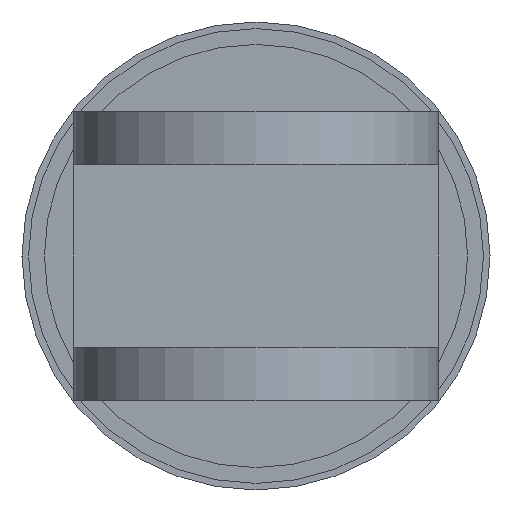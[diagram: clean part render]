
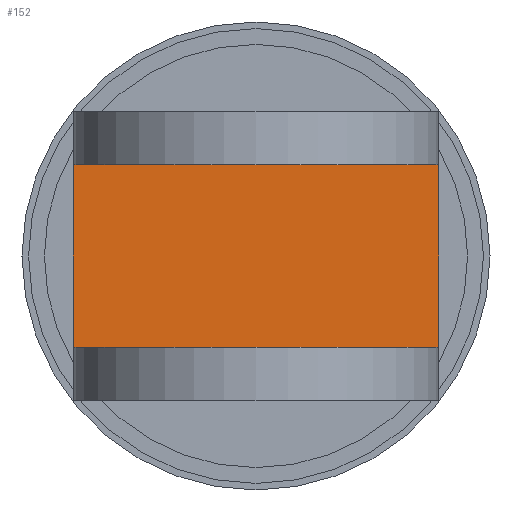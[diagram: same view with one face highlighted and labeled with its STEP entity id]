
A CAD part, left-side view. The second image highlights one B-rep face of the part: STEP entity #152.
In plain terms, the highlighted planar face has unit normal (-1, 0, 0).
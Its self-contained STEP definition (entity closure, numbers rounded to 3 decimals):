
#152=ADVANCED_FACE('',(#583),#582,.T.);
#582=PLANE('',#1695);
#583=FACE_OUTER_BOUND('',#1696,.T.);
#1692=CARTESIAN_POINT('',(102.132,-13.2,113.221));
#1693=DIRECTION('',(-1.,0.,0.));
#1694=DIRECTION('',(0.,0.,1.));
#1695=AXIS2_PLACEMENT_3D('',#1692,#1693,#1694);
#1696=EDGE_LOOP('',(#2273,#2274,#2275,#2276));
#2273=ORIENTED_EDGE('',*,*,#2491,.F.);
#2274=ORIENTED_EDGE('',*,*,#2492,.F.);
#2275=ORIENTED_EDGE('',*,*,#2493,.T.);
#2276=ORIENTED_EDGE('',*,*,#2494,.T.);
#2491=EDGE_CURVE('',#3175,#3176,#3177,.T.);
#2492=EDGE_CURVE('',#3183,#3175,#3184,.T.);
#2493=EDGE_CURVE('',#3183,#3190,#3191,.T.);
#2494=EDGE_CURVE('',#3190,#3176,#3197,.T.);
#3175=VERTEX_POINT('',#3979);
#3176=VERTEX_POINT('',#3980);
#3177=LINE('',#3981,#3982);
#3183=VERTEX_POINT('',#3984);
#3184=LINE('',#3985,#3986);
#3190=VERTEX_POINT('',#3988);
#3191=LINE('',#3989,#3990);
#3197=LINE('',#3992,#3993);
#3979=CARTESIAN_POINT('',(102.132,-11.,125.321));
#3980=CARTESIAN_POINT('',(102.132,-11.,114.321));
#3981=CARTESIAN_POINT('',(102.132,-11.,125.321));
#3982=VECTOR('',#3983,11.);
#3983=DIRECTION('',(0.,0.,-1.));
#3984=CARTESIAN_POINT('',(102.132,11.,125.321));
#3985=CARTESIAN_POINT('',(102.132,11.,125.321));
#3986=VECTOR('',#3987,22.);
#3987=DIRECTION('',(0.,-1.,0.));
#3988=CARTESIAN_POINT('',(102.132,11.,114.321));
#3989=CARTESIAN_POINT('',(102.132,11.,125.321));
#3990=VECTOR('',#3991,11.);
#3991=DIRECTION('',(0.,0.,-1.));
#3992=CARTESIAN_POINT('',(102.132,11.,114.321));
#3993=VECTOR('',#3994,22.);
#3994=DIRECTION('',(0.,-1.,0.));
